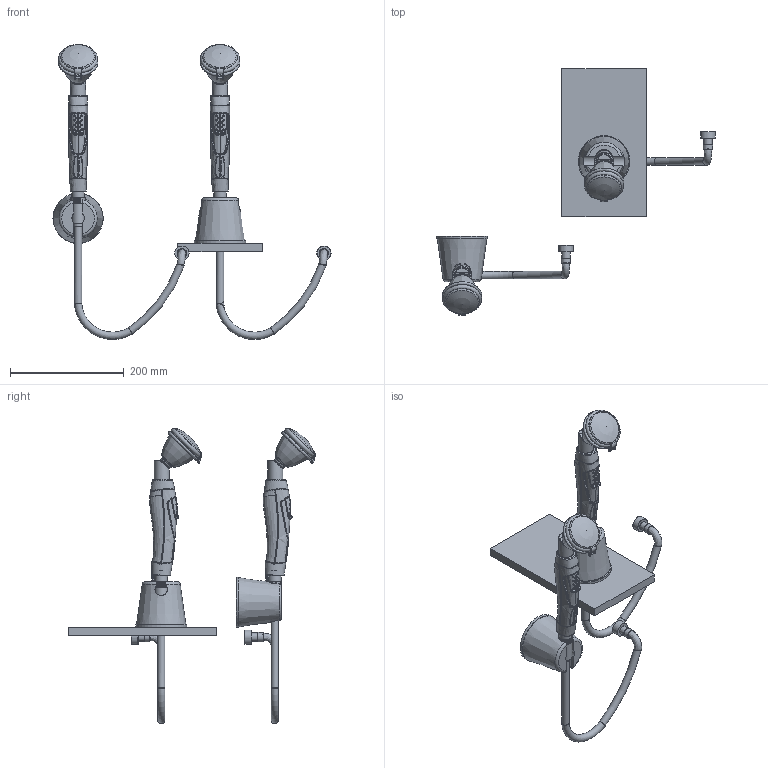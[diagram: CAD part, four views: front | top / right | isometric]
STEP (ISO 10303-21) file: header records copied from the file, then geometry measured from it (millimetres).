
FILE_DESCRIPTION(/* description */ (''),/* implementation_level */ '2;1');
FILE_NAME(/* name */ 'BR713025-Assembly-001.stp',/* time_stamp */ '2025-03-18T07:32:54+05:00',/* author */ (''),/* organization */ (''),/* preprocessor_version */ 'ST-DEVELOPER v18.102',/* originating_system */ 'SIEMENS PLM Software NX 2027',/* authorisation */ '');
FILE_SCHEMA (('AUTOMOTIVE_DESIGN { 1 0 10303 214 3 1 1 1 }'));
Products named in the file (1): BR713025 Revised_objects
Bounding box: 489.6 x 434.67 x 519.55 mm (x, y, z)
Volume: 1926687.8 mm3; surface area: 379309.7 mm2
Topology: 37 solids, 39 shells, 1859 faces, 4307 edges, 2456 vertices
Faces by surface type: bspline 825, cylinder 358, sphere 218, plane 213, extrusion 120, torus 117, cone 8
Full cylindrical faces by diameter (mm): 2.5 x6, 11.6 x2, 13 x2, 14.5 x2, 16 x4, 16.4 x2, 16.5 x2, 20.6 x8, 22 x7, 22.2 x2, 23.5 x2, 24.215 x2, 25 x5, 26.5 x2, 40.35 x2, 88.432 x1, 90.432 x1
Entity records: 172070 total; most frequent: CARTESIAN_POINT 137916, ORIENTED_EDGE 7760, DIRECTION 5654, EDGE_CURVE 3887, AXIS2_PLACEMENT_3D 2444, VERTEX_POINT 2267, EDGE_LOOP 2016, ADVANCED_FACE 1851
